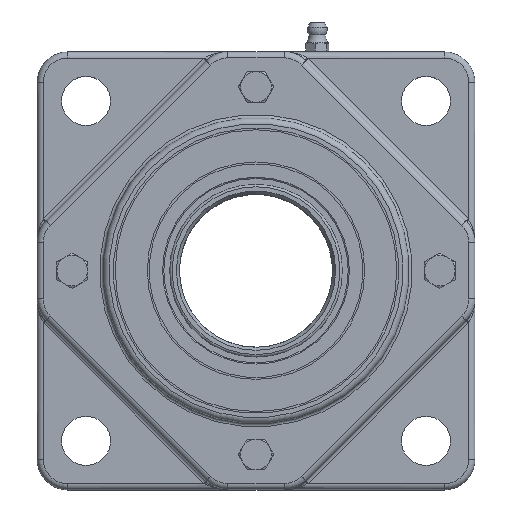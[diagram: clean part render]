
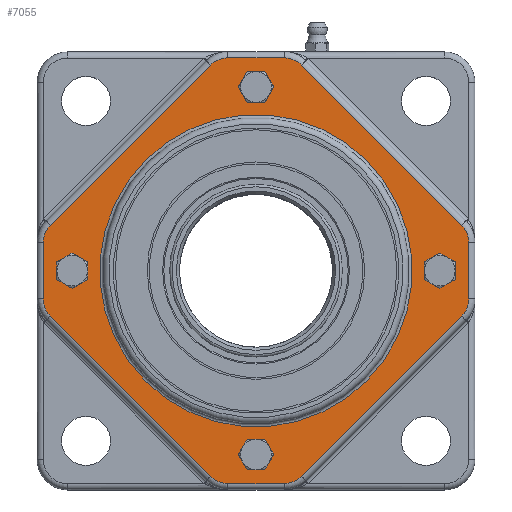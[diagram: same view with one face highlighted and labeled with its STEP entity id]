
A CAD part, top view. The second image highlights one B-rep face of the part: STEP entity #7055.
In plain terms, the highlighted planar face has unit normal (0, 0, 1).
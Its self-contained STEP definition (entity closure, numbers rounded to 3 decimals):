
#514=FACE_BOUND($,#1310,.T.);
#515=FACE_BOUND($,#1311,.T.);
#516=FACE_BOUND($,#1312,.T.);
#517=FACE_BOUND($,#1313,.T.);
#518=FACE_BOUND($,#1314,.T.);
#519=FACE_BOUND($,#1315,.T.);
#1310=EDGE_LOOP($,(#5169));
#1311=EDGE_LOOP($,(#5170));
#1312=EDGE_LOOP($,(#5171));
#1313=EDGE_LOOP($,(#5172));
#1314=EDGE_LOOP($,(#5173,#5174,#5175,#5176,#5177,#5178,#5179,#5180,#5181,
#5182,#5183,#5184,#5185,#5186,#5187,#5188));
#1315=EDGE_LOOP($,(#5189));
#1928=LINE($,#11401,#2278);
#1929=LINE($,#11409,#2279);
#1930=LINE($,#11417,#2280);
#1931=LINE($,#11425,#2281);
#1932=LINE($,#11433,#2282);
#1933=LINE($,#11441,#2283);
#1934=LINE($,#11449,#2284);
#1935=LINE($,#11457,#2285);
#2278=VECTOR($,#9101,73.948);
#2279=VECTOR($,#9112,18.421);
#2280=VECTOR($,#9123,73.948);
#2281=VECTOR($,#9134,18.421);
#2282=VECTOR($,#9145,73.948);
#2283=VECTOR($,#9156,18.421);
#2284=VECTOR($,#9167,73.948);
#2285=VECTOR($,#9178,18.421);
#2487=CIRCLE($,#7523,4.35);
#2495=CIRCLE($,#7546,4.35);
#2569=CIRCLE($,#7674,8.);
#2572=CIRCLE($,#7679,8.);
#2575=CIRCLE($,#7684,8.);
#2578=CIRCLE($,#7689,8.);
#2581=CIRCLE($,#7694,8.);
#2584=CIRCLE($,#7699,8.);
#2587=CIRCLE($,#7704,8.);
#2589=CIRCLE($,#7708,8.);
#2592=CIRCLE($,#7714,4.35);
#2593=CIRCLE($,#7715,4.35);
#2594=CIRCLE($,#7716,51.);
#2983=VERTEX_POINT($,#10817);
#3003=VERTEX_POINT($,#10908);
#3158=VERTEX_POINT($,#11397);
#3159=VERTEX_POINT($,#11399);
#3160=VERTEX_POINT($,#11403);
#3161=VERTEX_POINT($,#11407);
#3162=VERTEX_POINT($,#11411);
#3163=VERTEX_POINT($,#11415);
#3164=VERTEX_POINT($,#11419);
#3165=VERTEX_POINT($,#11423);
#3166=VERTEX_POINT($,#11427);
#3167=VERTEX_POINT($,#11431);
#3168=VERTEX_POINT($,#11435);
#3169=VERTEX_POINT($,#11439);
#3170=VERTEX_POINT($,#11443);
#3171=VERTEX_POINT($,#11447);
#3172=VERTEX_POINT($,#11451);
#3173=VERTEX_POINT($,#11455);
#3176=VERTEX_POINT($,#11467);
#3177=VERTEX_POINT($,#11469);
#3178=VERTEX_POINT($,#11471);
#3675=EDGE_CURVE($,#2983,#2983,#2487,.T.);
#3707=EDGE_CURVE($,#3003,#3003,#2495,.T.);
#3894=EDGE_CURVE($,#3159,#3158,#1928,.T.);
#3896=EDGE_CURVE($,#3160,#3159,#2569,.T.);
#3898=EDGE_CURVE($,#3161,#3160,#1929,.T.);
#3900=EDGE_CURVE($,#3162,#3161,#2572,.T.);
#3902=EDGE_CURVE($,#3163,#3162,#1930,.T.);
#3904=EDGE_CURVE($,#3164,#3163,#2575,.T.);
#3906=EDGE_CURVE($,#3165,#3164,#1931,.T.);
#3908=EDGE_CURVE($,#3166,#3165,#2578,.T.);
#3910=EDGE_CURVE($,#3167,#3166,#1932,.T.);
#3912=EDGE_CURVE($,#3168,#3167,#2581,.T.);
#3914=EDGE_CURVE($,#3169,#3168,#1933,.T.);
#3916=EDGE_CURVE($,#3170,#3169,#2584,.T.);
#3918=EDGE_CURVE($,#3171,#3170,#1934,.T.);
#3920=EDGE_CURVE($,#3172,#3171,#2587,.T.);
#3922=EDGE_CURVE($,#3173,#3172,#1935,.T.);
#3923=EDGE_CURVE($,#3158,#3173,#2589,.T.);
#3926=EDGE_CURVE($,#3176,#3176,#2592,.T.);
#3927=EDGE_CURVE($,#3177,#3177,#2593,.T.);
#3928=EDGE_CURVE($,#3178,#3178,#2594,.T.);
#5169=ORIENTED_EDGE($,*,*,#3926,.T.);
#5170=ORIENTED_EDGE($,*,*,#3675,.T.);
#5171=ORIENTED_EDGE($,*,*,#3927,.T.);
#5172=ORIENTED_EDGE($,*,*,#3707,.T.);
#5173=ORIENTED_EDGE($,*,*,#3923,.F.);
#5174=ORIENTED_EDGE($,*,*,#3894,.F.);
#5175=ORIENTED_EDGE($,*,*,#3896,.F.);
#5176=ORIENTED_EDGE($,*,*,#3898,.F.);
#5177=ORIENTED_EDGE($,*,*,#3900,.F.);
#5178=ORIENTED_EDGE($,*,*,#3902,.F.);
#5179=ORIENTED_EDGE($,*,*,#3904,.F.);
#5180=ORIENTED_EDGE($,*,*,#3906,.F.);
#5181=ORIENTED_EDGE($,*,*,#3908,.F.);
#5182=ORIENTED_EDGE($,*,*,#3910,.F.);
#5183=ORIENTED_EDGE($,*,*,#3912,.F.);
#5184=ORIENTED_EDGE($,*,*,#3914,.F.);
#5185=ORIENTED_EDGE($,*,*,#3916,.F.);
#5186=ORIENTED_EDGE($,*,*,#3918,.F.);
#5187=ORIENTED_EDGE($,*,*,#3920,.F.);
#5188=ORIENTED_EDGE($,*,*,#3922,.F.);
#5189=ORIENTED_EDGE($,*,*,#3928,.F.);
#6324=PLANE($,#7713);
#7055=ADVANCED_FACE($,(#514,#515,#516,#517,#518,#519),#6324,.T.);
#7523=AXIS2_PLACEMENT_3D($,#10818,#8691,#8692);
#7546=AXIS2_PLACEMENT_3D($,#10909,#8749,#8750);
#7674=AXIS2_PLACEMENT_3D($,#11405,#9106,#9107);
#7679=AXIS2_PLACEMENT_3D($,#11413,#9117,#9118);
#7684=AXIS2_PLACEMENT_3D($,#11421,#9128,#9129);
#7689=AXIS2_PLACEMENT_3D($,#11429,#9139,#9140);
#7694=AXIS2_PLACEMENT_3D($,#11437,#9150,#9151);
#7699=AXIS2_PLACEMENT_3D($,#11445,#9161,#9162);
#7704=AXIS2_PLACEMENT_3D($,#11453,#9172,#9173);
#7708=AXIS2_PLACEMENT_3D($,#11459,#9181,#9182);
#7713=AXIS2_PLACEMENT_3D($,#11466,#9191,#9192);
#7714=AXIS2_PLACEMENT_3D($,#11468,#9193,#9194);
#7715=AXIS2_PLACEMENT_3D($,#11470,#9195,#9196);
#7716=AXIS2_PLACEMENT_3D($,#11472,#9197,#9198);
#8691=DIRECTION('center_axis',(0.,0.,
-1.));
#8692=DIRECTION('ref_axis',(0.,-1.,0.));
#8749=DIRECTION('center_axis',(0.,0.,
-1.));
#8750=DIRECTION('ref_axis',(0.,1.,0.));
#9101=DIRECTION($,(-0.707,0.707,0.));
#9106=DIRECTION('center_axis',(0.,0.,
-1.));
#9107=DIRECTION('ref_axis',(-0.383,-0.924,0.));
#9112=DIRECTION($,(-1.,0.,0.));
#9117=DIRECTION('center_axis',(0.,0.,
-1.));
#9118=DIRECTION('ref_axis',(0.383,-0.924,0.));
#9123=DIRECTION($,(-0.707,-0.707,0.));
#9128=DIRECTION('center_axis',(0.,0.,
-1.));
#9129=DIRECTION('ref_axis',(0.924,-0.383,0.));
#9134=DIRECTION($,(0.,-1.,0.));
#9139=DIRECTION('center_axis',(0.,0.,
-1.));
#9140=DIRECTION('ref_axis',(0.924,0.383,0.));
#9145=DIRECTION($,(0.707,-0.707,0.));
#9150=DIRECTION('center_axis',(0.,0.,
-1.));
#9151=DIRECTION('ref_axis',(0.383,0.924,0.));
#9156=DIRECTION($,(1.,0.,0.));
#9161=DIRECTION('center_axis',(0.,0.,
-1.));
#9162=DIRECTION('ref_axis',(-0.383,0.924,0.));
#9167=DIRECTION($,(0.707,0.707,0.));
#9172=DIRECTION('center_axis',(0.,0.,
-1.));
#9173=DIRECTION('ref_axis',(-0.924,0.383,0.));
#9178=DIRECTION($,(0.,1.,0.));
#9181=DIRECTION('center_axis',(0.,0.,
-1.));
#9182=DIRECTION('ref_axis',(-0.924,-0.383,0.));
#9191=DIRECTION('center_axis',(0.,0.,
1.));
#9192=DIRECTION('ref_axis',(0.707,-0.707,0.));
#9193=DIRECTION('center_axis',(0.,0.,
-1.));
#9194=DIRECTION('ref_axis',(1.,0.,0.));
#9195=DIRECTION('center_axis',(0.,0.,
-1.));
#9196=DIRECTION('ref_axis',(-1.,0.,0.));
#9197=DIRECTION('center_axis',(0.,0.,
1.));
#9198=DIRECTION('ref_axis',(-0.707,0.707,0.));
#10817=CARTESIAN_POINT('',(-60.,-4.35,36.5));
#10818=CARTESIAN_POINT('Origin',(-60.,0.,
36.5));
#10908=CARTESIAN_POINT('',(60.,4.35,36.5));
#10909=CARTESIAN_POINT('Origin',(60.,0.,36.5));
#11397=CARTESIAN_POINT('',(-67.157,-14.868,36.5));
#11399=CARTESIAN_POINT('',(-14.868,-67.157,36.5));
#11401=CARTESIAN_POINT($,(-62.225,-19.799,36.5));
#11403=CARTESIAN_POINT('',(-9.211,-69.5,36.5));
#11405=CARTESIAN_POINT('Origin',(-9.211,-61.5,36.5));
#11407=CARTESIAN_POINT('',(9.211,-69.5,36.5));
#11409=CARTESIAN_POINT($,(6.676,-69.5,36.5));
#11411=CARTESIAN_POINT('',(14.868,-67.157,36.5));
#11413=CARTESIAN_POINT('Origin',(9.211,-61.5,36.5));
#11415=CARTESIAN_POINT('',(67.157,-14.868,36.5));
#11417=CARTESIAN_POINT($,(19.799,-62.225,36.5));
#11419=CARTESIAN_POINT('',(69.5,-9.211,36.5));
#11421=CARTESIAN_POINT('Origin',(61.5,-9.211,36.5));
#11423=CARTESIAN_POINT('',(69.5,9.211,36.5));
#11425=CARTESIAN_POINT($,(69.5,6.676,36.5));
#11427=CARTESIAN_POINT('',(67.157,14.868,36.5));
#11429=CARTESIAN_POINT('Origin',(61.5,9.211,36.5));
#11431=CARTESIAN_POINT('',(14.868,67.157,36.5));
#11433=CARTESIAN_POINT($,(62.225,19.799,36.5));
#11435=CARTESIAN_POINT('',(9.211,69.5,36.5));
#11437=CARTESIAN_POINT('Origin',(9.211,61.5,36.5));
#11439=CARTESIAN_POINT('',(-9.211,69.5,36.5));
#11441=CARTESIAN_POINT($,(-6.676,69.5,36.5));
#11443=CARTESIAN_POINT('',(-14.868,67.157,36.5));
#11445=CARTESIAN_POINT('Origin',(-9.211,61.5,36.5));
#11447=CARTESIAN_POINT('',(-67.157,14.868,36.5));
#11449=CARTESIAN_POINT($,(-19.799,62.225,36.5));
#11451=CARTESIAN_POINT('',(-69.5,9.211,36.5));
#11453=CARTESIAN_POINT('Origin',(-61.5,9.211,36.5));
#11455=CARTESIAN_POINT('',(-69.5,-9.211,36.5));
#11457=CARTESIAN_POINT($,(-69.5,-6.676,36.5));
#11459=CARTESIAN_POINT('Origin',(-61.5,-9.211,36.5));
#11466=CARTESIAN_POINT('Origin',(0.,0.,
36.5));
#11467=CARTESIAN_POINT('',(4.35,-60.,36.5));
#11468=CARTESIAN_POINT('Origin',(0.,-60.,36.5));
#11469=CARTESIAN_POINT('',(-4.35,60.,36.5));
#11470=CARTESIAN_POINT('Origin',(0.,60.,
36.5));
#11471=CARTESIAN_POINT('',(36.062,-36.062,36.5));
#11472=CARTESIAN_POINT('Origin',(0.,0.,
36.5));
